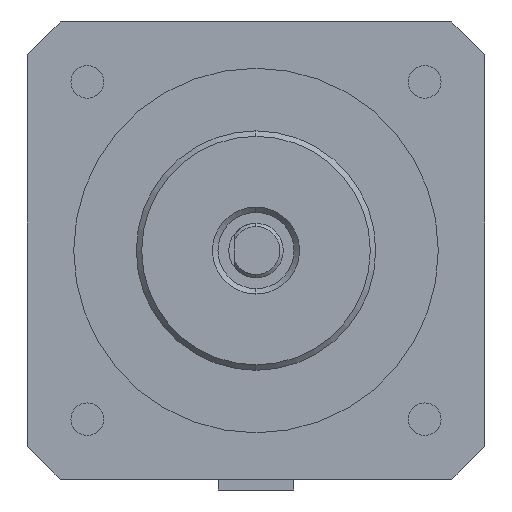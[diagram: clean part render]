
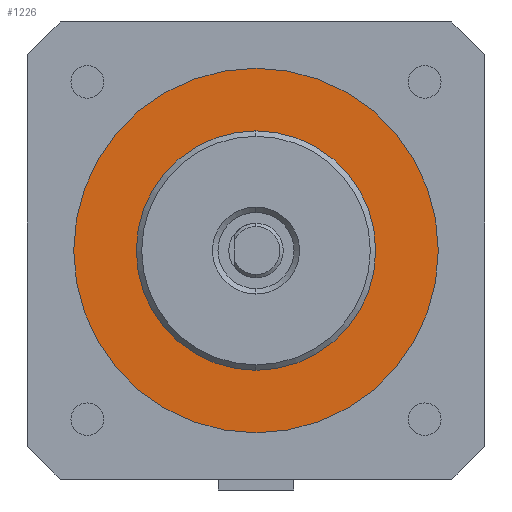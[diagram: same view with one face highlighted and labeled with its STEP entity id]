
A CAD part, left-side view. The second image highlights one B-rep face of the part: STEP entity #1226.
In plain terms, the highlighted planar face has unit normal (-1, 0, 0).
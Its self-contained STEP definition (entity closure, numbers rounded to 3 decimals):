
#662 = EDGE_CURVE ( 'NONE', #9484, #5699, #7594, .T. ) ;
#716 = CARTESIAN_POINT ( 'NONE',  ( -59.6, 0., 16.75 ) ) ;
#820 = ORIENTED_EDGE ( 'NONE', *, *, #662, .T. ) ;
#1049 = DIRECTION ( 'NONE',  ( 1., 0., 0. ) ) ;
#1226 = ADVANCED_FACE ( 'NONE', ( #8841, #4293 ), #7943, .T. ) ;
#1891 = AXIS2_PLACEMENT_3D ( 'NONE', #9260, #1049, #4755 ) ;
#1914 = CARTESIAN_POINT ( 'NONE',  ( -59.6, 0., -3.5 ) ) ;
#2377 = ORIENTED_EDGE ( 'NONE', *, *, #8357, .T. ) ;
#3047 = CARTESIAN_POINT ( 'NONE',  ( -59.6, 0., 3.5 ) ) ;
#3088 = CARTESIAN_POINT ( 'NONE',  ( -59.6, 0., 0. ) ) ;
#3831 = DIRECTION ( 'NONE',  ( 0., 0., 1. ) ) ;
#4293 = FACE_OUTER_BOUND ( 'NONE', #10139, .T. ) ;
#4346 = DIRECTION ( 'NONE',  ( -1., 0., 0. ) ) ;
#4703 = EDGE_CURVE ( 'NONE', #11547, #5092, #10304, .T. ) ;
#4753 = AXIS2_PLACEMENT_3D ( 'NONE', #3088, #10458, #10403 ) ;
#4755 = DIRECTION ( 'NONE',  ( 0., 0., 1. ) ) ;
#5092 = VERTEX_POINT ( 'NONE', #3047 ) ;
#5453 = ORIENTED_EDGE ( 'NONE', *, *, #4703, .T. ) ;
#5676 = CARTESIAN_POINT ( 'NONE',  ( -59.6, 0., -16.75 ) ) ;
#5699 = VERTEX_POINT ( 'NONE', #716 ) ;
#6077 = AXIS2_PLACEMENT_3D ( 'NONE', #6678, #9504, #8668 ) ;
#6304 = DIRECTION ( 'NONE',  ( 0., 0., 1. ) ) ;
#6365 = CARTESIAN_POINT ( 'NONE',  ( -59.6, 0., 0. ) ) ;
#6678 = CARTESIAN_POINT ( 'NONE',  ( -59.6, 0., 0. ) ) ;
#6921 = EDGE_LOOP ( 'NONE', ( #2377, #5453 ) ) ;
#7493 = DIRECTION ( 'NONE',  ( -1., 0., 0. ) ) ;
#7594 = CIRCLE ( 'NONE', #6077, 16.75 ) ;
#7681 = CIRCLE ( 'NONE', #7895, 16.75 ) ;
#7895 = AXIS2_PLACEMENT_3D ( 'NONE', #6365, #7493, #3831 ) ;
#7943 = PLANE ( 'NONE',  #11528 ) ;
#8074 = ORIENTED_EDGE ( 'NONE', *, *, #10239, .T. ) ;
#8357 = EDGE_CURVE ( 'NONE', #5092, #11547, #9355, .T. ) ;
#8668 = DIRECTION ( 'NONE',  ( 0., 0., 1. ) ) ;
#8841 = FACE_BOUND ( 'NONE', #6921, .T. ) ;
#8906 = CARTESIAN_POINT ( 'NONE',  ( -59.6, 0., 0. ) ) ;
#9260 = CARTESIAN_POINT ( 'NONE',  ( -59.6, 0., 0. ) ) ;
#9355 = CIRCLE ( 'NONE', #4753, 3.5 ) ;
#9484 = VERTEX_POINT ( 'NONE', #5676 ) ;
#9504 = DIRECTION ( 'NONE',  ( -1., 0., 0. ) ) ;
#10139 = EDGE_LOOP ( 'NONE', ( #8074, #820 ) ) ;
#10239 = EDGE_CURVE ( 'NONE', #5699, #9484, #7681, .T. ) ;
#10304 = CIRCLE ( 'NONE', #1891, 3.5 ) ;
#10403 = DIRECTION ( 'NONE',  ( 0., 0., 1. ) ) ;
#10458 = DIRECTION ( 'NONE',  ( 1., 0., 0. ) ) ;
#11528 = AXIS2_PLACEMENT_3D ( 'NONE', #8906, #4346, #6304 ) ;
#11547 = VERTEX_POINT ( 'NONE', #1914 ) ;
